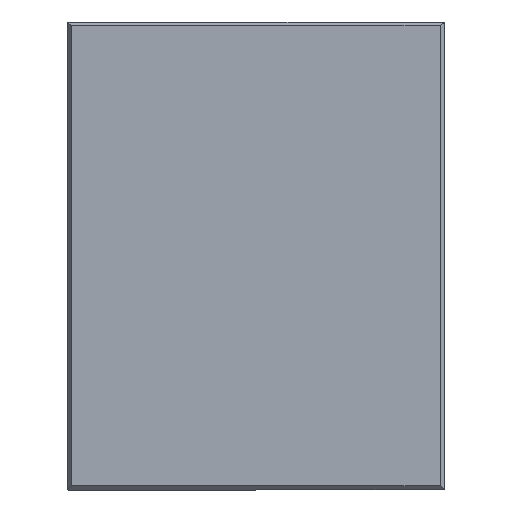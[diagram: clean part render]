
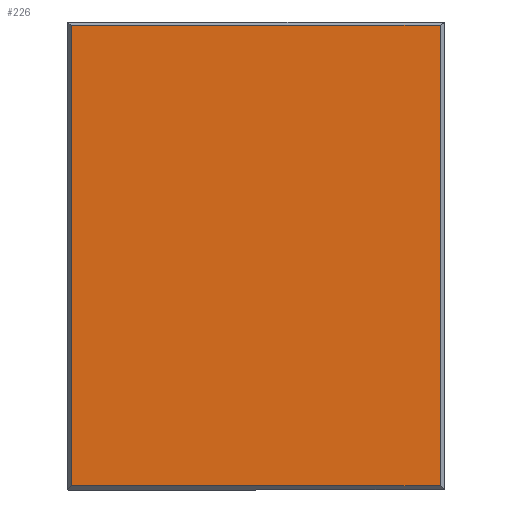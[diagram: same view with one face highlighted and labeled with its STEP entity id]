
A CAD part, left-side view. The second image highlights one B-rep face of the part: STEP entity #226.
In plain terms, the highlighted planar face has unit normal (-1, 0, 0).
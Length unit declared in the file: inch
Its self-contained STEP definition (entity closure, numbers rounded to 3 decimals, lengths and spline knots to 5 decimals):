
#24 = CARTESIAN_POINT ( 'NONE',  ( -6.72, 0., 0. ) ) ;
#124 = LINE ( 'NONE', #782, #843 ) ;
#135 = VERTEX_POINT ( 'NONE', #176 ) ;
#141 = CARTESIAN_POINT ( 'NONE',  ( -6.72, -1.1325, 0. ) ) ;
#176 = CARTESIAN_POINT ( 'NONE',  ( -6.72, -1.1325, -1.4145 ) ) ;
#188 = VERTEX_POINT ( 'NONE', #275 ) ;
#194 = VERTEX_POINT ( 'NONE', #265 ) ;
#226 = ADVANCED_FACE ( 'NONE', ( #885 ), #352, .T. ) ;
#227 = AXIS2_PLACEMENT_3D ( 'NONE', #24, #921, #565 ) ;
#265 = CARTESIAN_POINT ( 'NONE',  ( -6.72, 1.13634, 1.41892 ) ) ;
#275 = CARTESIAN_POINT ( 'NONE',  ( -6.72, -1.1325, 1.41892 ) ) ;
#325 = CARTESIAN_POINT ( 'NONE',  ( -6.72, 0., -1.4145 ) ) ;
#349 = ORIENTED_EDGE ( 'NONE', *, *, #655, .T. ) ;
#351 = EDGE_CURVE ( 'NONE', #188, #194, #502, .T. ) ;
#352 = PLANE ( 'NONE',  #227 ) ;
#382 = DIRECTION ( 'NONE',  ( 0., 1., 0. ) ) ;
#417 = ORIENTED_EDGE ( 'NONE', *, *, #1131, .T. ) ;
#494 = VECTOR ( 'NONE', #382, 39.37008 ) ;
#502 = LINE ( 'NONE', #562, #494 ) ;
#513 = LINE ( 'NONE', #141, #963 ) ;
#562 = CARTESIAN_POINT ( 'NONE',  ( -6.72, 1.1625, 1.41892 ) ) ;
#565 = DIRECTION ( 'NONE',  ( 0., 0., 1. ) ) ;
#604 = DIRECTION ( 'NONE',  ( 0., 0., 1. ) ) ;
#618 = CARTESIAN_POINT ( 'NONE',  ( -6.72, 1.13634, -1.4145 ) ) ;
#655 = EDGE_CURVE ( 'NONE', #996, #135, #743, .T. ) ;
#698 = EDGE_CURVE ( 'NONE', #135, #188, #513, .T. ) ;
#726 = ORIENTED_EDGE ( 'NONE', *, *, #698, .T. ) ;
#743 = LINE ( 'NONE', #325, #854 ) ;
#782 = CARTESIAN_POINT ( 'NONE',  ( -6.72, 1.13634, -1.4445 ) ) ;
#843 = VECTOR ( 'NONE', #861, 39.37008 ) ;
#852 = ORIENTED_EDGE ( 'NONE', *, *, #351, .T. ) ;
#854 = VECTOR ( 'NONE', #972, 39.37008 ) ;
#861 = DIRECTION ( 'NONE',  ( 0., 0., -1. ) ) ;
#885 = FACE_OUTER_BOUND ( 'NONE', #1060, .T. ) ;
#921 = DIRECTION ( 'NONE',  ( -1., 0., 0. ) ) ;
#963 = VECTOR ( 'NONE', #604, 39.37008 ) ;
#972 = DIRECTION ( 'NONE',  ( 0., -1., 0. ) ) ;
#996 = VERTEX_POINT ( 'NONE', #618 ) ;
#1060 = EDGE_LOOP ( 'NONE', ( #417, #349, #726, #852 ) ) ;
#1131 = EDGE_CURVE ( 'NONE', #194, #996, #124, .T. ) ;
